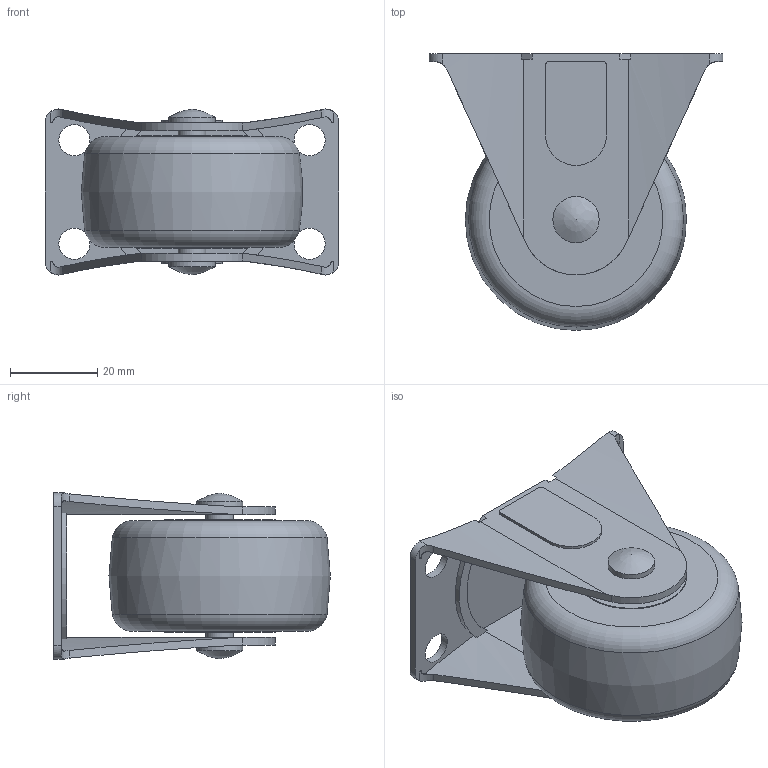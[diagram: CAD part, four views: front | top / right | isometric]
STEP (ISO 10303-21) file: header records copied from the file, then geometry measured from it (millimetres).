
FILE_DESCRIPTION(/* description */ (''),/* implementation_level */ '2;1');
FILE_NAME(/* name */ 'Caster.step',/* time_stamp */ '2021-05-01T16:31:10+05:00',/* author */ (''),/* organization */ (''),/* preprocessor_version */ 'ST-DEVELOPER v18.1',/* originating_system */ 'Autodesk Translation Framework v9.7.1.1290',/* authorisation */ '');
FILE_SCHEMA (('AUTOMOTIVE_DESIGN { 1 0 10303 214 3 1 1 }'));
Length unit declared in the file: inch
Products named in the file (1): Caster
Bounding box: 67.46 x 63.5 x 38.1 mm (x, y, z)
Volume: 59903.7 mm3; surface area: 21569.6 mm2
Topology: 3 solids, 3 shells, 91 faces, 239 edges, 158 vertices
Faces by surface type: cylinder 48, plane 38, bspline 3, torus 2
Full cylindrical faces by diameter (mm): 6.35 x1, 6.477 x2, 6.731 x1, 7.144 x4, 10.617 x2, 25.4 x2
Entity records: 3072 total; most frequent: CARTESIAN_POINT 685, DIRECTION 504, ORIENTED_EDGE 474, EDGE_CURVE 237, AXIS2_PLACEMENT_3D 194, VERTEX_POINT 158, LINE 116, VECTOR 116
